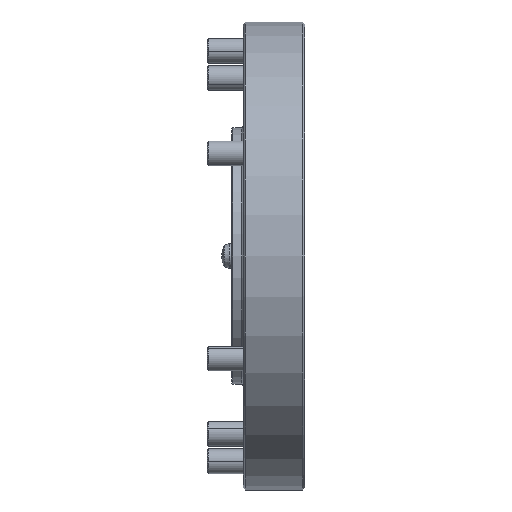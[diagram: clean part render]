
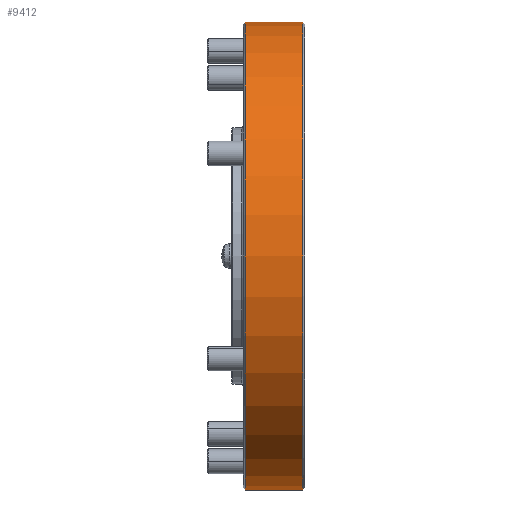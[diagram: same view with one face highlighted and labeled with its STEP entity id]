
A CAD part, left-side view. The second image highlights one B-rep face of the part: STEP entity #9412.
In plain terms, the highlighted cylindrical face has radius 114 mm (diameter 228 mm), a partial arc.
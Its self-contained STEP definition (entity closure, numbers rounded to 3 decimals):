
#34 = ORIENTED_EDGE ( 'NONE', *, *, #1871, .T. ) ;
#211 = ORIENTED_EDGE ( 'NONE', *, *, #12871, .T. ) ;
#242 = CYLINDRICAL_SURFACE ( 'NONE', #11944, 114. ) ;
#873 = DIRECTION ( 'NONE',  ( 0., 0., -1. ) ) ;
#1076 = ORIENTED_EDGE ( 'NONE', *, *, #5131, .T. ) ;
#1871 = EDGE_CURVE ( 'NONE', #6261, #4662, #5963, .T. ) ;
#2196 = VECTOR ( 'NONE', #12429, 1000. ) ;
#2225 = CIRCLE ( 'NONE', #5606, 114. ) ;
#2731 = VECTOR ( 'NONE', #6854, 1000. ) ;
#4662 = VERTEX_POINT ( 'NONE', #11120 ) ;
#4927 = CARTESIAN_POINT ( 'NONE',  ( 0., 33.733, -114. ) ) ;
#5131 = EDGE_CURVE ( 'NONE', #7085, #6261, #12093, .T. ) ;
#5606 = AXIS2_PLACEMENT_3D ( 'NONE', #11846, #9874, #7838 ) ;
#5963 = CIRCLE ( 'NONE', #7630, 114. ) ;
#6131 = CARTESIAN_POINT ( 'NONE',  ( 0., 33.733, 114. ) ) ;
#6261 = VERTEX_POINT ( 'NONE', #10299 ) ;
#6276 = CARTESIAN_POINT ( 'NONE',  ( 0., 33.733, 0. ) ) ;
#6854 = DIRECTION ( 'NONE',  ( 0., 1., 0. ) ) ;
#7085 = VERTEX_POINT ( 'NONE', #9285 ) ;
#7356 = CARTESIAN_POINT ( 'NONE',  ( 0., 1., -114. ) ) ;
#7630 = AXIS2_PLACEMENT_3D ( 'NONE', #8965, #9752, #873 ) ;
#7838 = DIRECTION ( 'NONE',  ( 0., 0., 1. ) ) ;
#8965 = CARTESIAN_POINT ( 'NONE',  ( 0., 29., 0. ) ) ;
#9147 = DIRECTION ( 'NONE',  ( 0., 0., 1. ) ) ;
#9285 = CARTESIAN_POINT ( 'NONE',  ( 0., 1., 114. ) ) ;
#9343 = ORIENTED_EDGE ( 'NONE', *, *, #10387, .F. ) ;
#9412 = ADVANCED_FACE ( 'NONE', ( #11326 ), #242, .T. ) ;
#9752 = DIRECTION ( 'NONE',  ( 0., -1., 0. ) ) ;
#9874 = DIRECTION ( 'NONE',  ( 0., 1., 0. ) ) ;
#9924 = LINE ( 'NONE', #4927, #2731 ) ;
#10299 = CARTESIAN_POINT ( 'NONE',  ( 0., 29., 114. ) ) ;
#10325 = DIRECTION ( 'NONE',  ( 0., 1., 0. ) ) ;
#10387 = EDGE_CURVE ( 'NONE', #10677, #4662, #9924, .T. ) ;
#10604 = EDGE_LOOP ( 'NONE', ( #9343, #211, #1076, #34 ) ) ;
#10677 = VERTEX_POINT ( 'NONE', #7356 ) ;
#11120 = CARTESIAN_POINT ( 'NONE',  ( 0., 29., -114. ) ) ;
#11326 = FACE_OUTER_BOUND ( 'NONE', #10604, .T. ) ;
#11846 = CARTESIAN_POINT ( 'NONE',  ( 0., 1., 0. ) ) ;
#11944 = AXIS2_PLACEMENT_3D ( 'NONE', #6276, #10325, #9147 ) ;
#12093 = LINE ( 'NONE', #6131, #2196 ) ;
#12429 = DIRECTION ( 'NONE',  ( 0., 1., 0. ) ) ;
#12871 = EDGE_CURVE ( 'NONE', #10677, #7085, #2225, .T. ) ;
